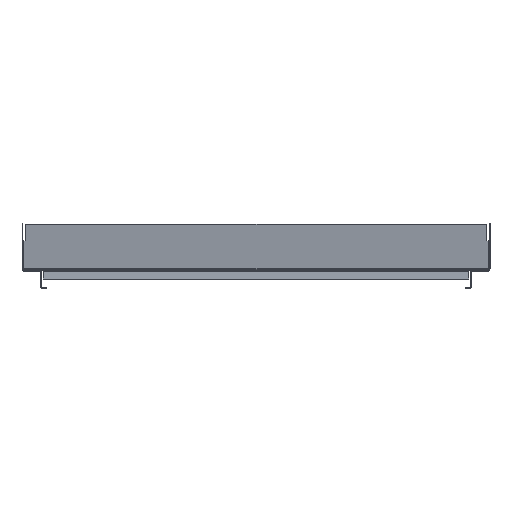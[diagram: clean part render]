
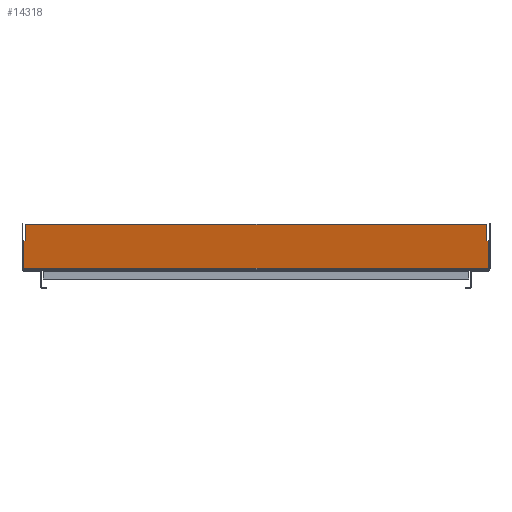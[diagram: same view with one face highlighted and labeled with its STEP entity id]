
A CAD part, front view. The second image highlights one B-rep face of the part: STEP entity #14318.
In plain terms, the highlighted free-form (B-spline) face has degree [1, 1] with [2, 2] control points.
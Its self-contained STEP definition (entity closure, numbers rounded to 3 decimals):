
#14120=CARTESIAN_POINT('V20',(-1217.721,
   -295.328,131.701));
#14121=VERTEX_POINT('V20',#14120);
#14136=CARTESIAN_POINT('V19',(-1217.721,
   -291.058,156.334));
#14137=VERTEX_POINT('V19',#14136);
#14143=CARTESIAN_POINT('E19',(-1217.721,
   -291.058,156.334));
#14144=CARTESIAN_POINT('E19',(-1217.721,
   -295.328,131.701));
#14145=QUASI_UNIFORM_CURVE('E19',1,(#14143,#14144),.POLYLINE_FORM.,
   .F.,.U.);
#14146=EDGE_CURVE('E19',#14137,#14121,#14145,.T.);
#14164=CARTESIAN_POINT('V18',(-518.721,
   -291.058,156.334));
#14165=VERTEX_POINT('V18',#14164);
#14171=CARTESIAN_POINT('E18',(-518.721,
   -291.058,156.334));
#14172=CARTESIAN_POINT('E18',(-1217.721,
   -291.058,156.334));
#14173=QUASI_UNIFORM_CURVE('E18',1,(#14171,#14172),.POLYLINE_FORM.,
   .F.,.U.);
#14174=EDGE_CURVE('E18',#14165,#14137,#14173,.T.);
#14192=CARTESIAN_POINT('V17',(-518.721,
   -295.328,131.701));
#14193=VERTEX_POINT('V17',#14192);
#14199=CARTESIAN_POINT('E17',(-518.721,
   -295.328,131.701));
#14200=CARTESIAN_POINT('E17',(-518.721,
   -291.058,156.334));
#14201=QUASI_UNIFORM_CURVE('E17',1,(#14199,#14200),.POLYLINE_FORM.,
   .F.,.U.);
#14202=EDGE_CURVE('E17',#14193,#14165,#14201,.T.);
#14220=CARTESIAN_POINT('V16',(-516.221,
   -295.328,131.701));
#14221=VERTEX_POINT('V16',#14220);
#14227=CARTESIAN_POINT('E16',(-516.221,
   -295.328,131.701));
#14228=CARTESIAN_POINT('E16',(-518.721,
   -295.328,131.701));
#14229=QUASI_UNIFORM_CURVE('E16',1,(#14227,#14228),.POLYLINE_FORM.,
   .F.,.U.);
#14230=EDGE_CURVE('E16',#14221,#14193,#14229,.T.);
#14270=CARTESIAN_POINT('V21',(-1220.221,
   -295.328,131.701));
#14271=VERTEX_POINT('V21',#14270);
#14279=CARTESIAN_POINT('E20',(-1217.721,
   -295.328,131.701));
#14280=CARTESIAN_POINT('E20',(-1220.221,
   -295.328,131.701));
#14281=QUASI_UNIFORM_CURVE('E20',1,(#14279,#14280),.POLYLINE_FORM.,
   .F.,.U.);
#14282=EDGE_CURVE('E20',#14121,#14271,#14281,.T.);
#14287=CARTESIAN_POINT('F6',(-516.191,
   -302.557,90.01));
#14288=CARTESIAN_POINT('F6',(-516.191,
   -291.053,156.363));
#14289=CARTESIAN_POINT('F6',(-1220.251,
   -302.557,90.01));
#14290=CARTESIAN_POINT('F6',(-1220.251,
   -291.053,156.363));
#14291=B_SPLINE_SURFACE_WITH_KNOTS('F6',1,1,((#14287,#14289),(
   #14288,#14290)),.PLANE_SURF.,.F.,.F.,.U.,(2,2),(2,2),(0.0,1.0),
   (0.0,10.455),.UNSPECIFIED.);
#14292=CARTESIAN_POINT('V22',(-1220.221,
   -302.552,90.039));
#14293=VERTEX_POINT('V22',#14292);
#14294=CARTESIAN_POINT('V15',(-516.221,
   -302.552,90.039));
#14295=VERTEX_POINT('V15',#14294);
#14296=CARTESIAN_POINT('E22',(-1220.221,
   -302.552,90.039));
#14297=CARTESIAN_POINT('E22',(-516.221,
   -302.552,90.039));
#14298=QUASI_UNIFORM_CURVE('E22',1,(#14296,#14297),.POLYLINE_FORM.,
   .F.,.U.);
#14299=EDGE_CURVE('E22',#14293,#14295,#14298,.T.);
#14300=ORIENTED_EDGE('E22',*,*,#14299,.F.);
#14301=CARTESIAN_POINT('E21',(-1220.221,
   -295.328,131.701));
#14302=CARTESIAN_POINT('E21',(-1220.221,
   -302.552,90.039));
#14303=QUASI_UNIFORM_CURVE('E21',1,(#14301,#14302),.POLYLINE_FORM.,
   .F.,.U.);
#14304=EDGE_CURVE('E21',#14271,#14293,#14303,.T.);
#14305=ORIENTED_EDGE('E21',*,*,#14304,.F.);
#14306=ORIENTED_EDGE('F17',*,*,#14282,.F.);
#14307=ORIENTED_EDGE('F18',*,*,#14146,.F.);
#14308=ORIENTED_EDGE('F19',*,*,#14174,.F.);
#14309=ORIENTED_EDGE('F20',*,*,#14202,.F.);
#14310=ORIENTED_EDGE('F21',*,*,#14230,.F.);
#14311=CARTESIAN_POINT('E15',(-516.221,
   -302.552,90.039));
#14312=CARTESIAN_POINT('E15',(-516.221,
   -295.328,131.701));
#14313=QUASI_UNIFORM_CURVE('E15',1,(#14311,#14312),.POLYLINE_FORM.,
   .F.,.U.);
#14314=EDGE_CURVE('E15',#14295,#14221,#14313,.T.);
#14315=ORIENTED_EDGE('E15',*,*,#14314,.F.);
#14316=EDGE_LOOP('F6',(#14300,#14305,#14306,#14307,#14308,#14309,
   #14310,#14315));
#14317=FACE_OUTER_BOUND('F6',#14316,.T.);
#14318=ADVANCED_FACE('F6',(#14317),#14291,.F.);
